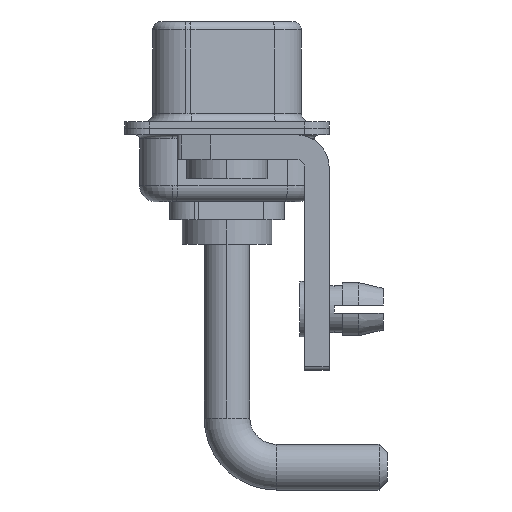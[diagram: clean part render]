
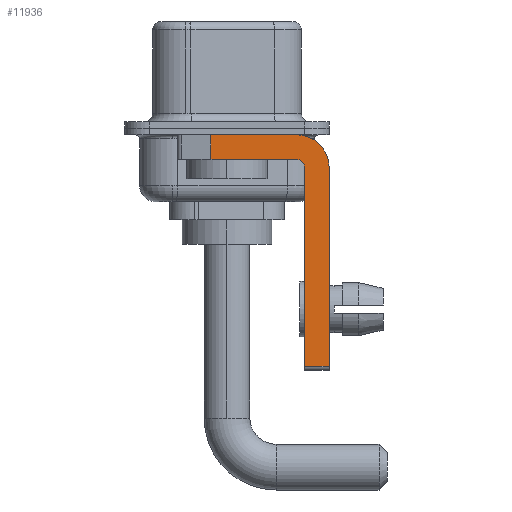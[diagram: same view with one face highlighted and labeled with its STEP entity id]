
A CAD part, left-side view. The second image highlights one B-rep face of the part: STEP entity #11936.
In plain terms, the highlighted planar face has unit normal (-1, 0, 0).
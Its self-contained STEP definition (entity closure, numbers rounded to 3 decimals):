
#968 = VERTEX_POINT ( 'NONE', #11331 ) ;
#1078 = CARTESIAN_POINT ( 'NONE',  ( -2.9, -6.25, -2.4 ) ) ;
#1086 = VECTOR ( 'NONE', #4283, 1000. ) ;
#1285 = EDGE_CURVE ( 'NONE', #16408, #3796, #8376, .T. ) ;
#1357 = LINE ( 'NONE', #1078, #1086 ) ;
#2437 = CARTESIAN_POINT ( 'NONE',  ( -2.9, 3., -0.4 ) ) ;
#2768 = ORIENTED_EDGE ( 'NONE', *, *, #1285, .F. ) ;
#3300 = DIRECTION ( 'NONE',  ( -1., 0., 0. ) ) ;
#3796 = VERTEX_POINT ( 'NONE', #13322 ) ;
#4283 = DIRECTION ( 'NONE',  ( 0., 0., -1. ) ) ;
#4297 = ORIENTED_EDGE ( 'NONE', *, *, #8816, .T. ) ;
#4452 = DIRECTION ( 'NONE',  ( 0., 0., -1. ) ) ;
#4862 = DIRECTION ( 'NONE',  ( 0., 0., -1. ) ) ;
#4909 = VECTOR ( 'NONE', #16658, 1000. ) ;
#4953 = CARTESIAN_POINT ( 'NONE',  ( -2.9, -4.25, -2.4 ) ) ;
#5753 = CARTESIAN_POINT ( 'NONE',  ( -2.9, -4.75, -2.4 ) ) ;
#6153 = LINE ( 'NONE', #11997, #7006 ) ;
#6266 = CARTESIAN_POINT ( 'NONE',  ( -2.9, -6.25, -2.4 ) ) ;
#6267 = DIRECTION ( 'NONE',  ( 0., 0., 1. ) ) ;
#6357 = CARTESIAN_POINT ( 'NONE',  ( -2.9, -4.75, -14.8 ) ) ;
#6611 = VERTEX_POINT ( 'NONE', #6266 ) ;
#6647 = LINE ( 'NONE', #10888, #4909 ) ;
#6651 = CARTESIAN_POINT ( 'NONE',  ( -2.9, 0.978, -1.9 ) ) ;
#6775 = EDGE_CURVE ( 'NONE', #968, #17776, #6647, .T. ) ;
#7006 = VECTOR ( 'NONE', #16273, 1000. ) ;
#7213 = VERTEX_POINT ( 'NONE', #15859 ) ;
#7263 = VERTEX_POINT ( 'NONE', #5753 ) ;
#7309 = EDGE_CURVE ( 'NONE', #12825, #7263, #10519, .T. ) ;
#7398 = VECTOR ( 'NONE', #12617, 1000. ) ;
#7815 = DIRECTION ( 'NONE',  ( 0., 0., 1. ) ) ;
#8376 = LINE ( 'NONE', #2437, #7398 ) ;
#8568 = AXIS2_PLACEMENT_3D ( 'NONE', #4953, #10707, #4862 ) ;
#8816 = EDGE_CURVE ( 'NONE', #16408, #17776, #18360, .T. ) ;
#8848 = AXIS2_PLACEMENT_3D ( 'NONE', #16230, #3300, #7815 ) ;
#9016 = FACE_OUTER_BOUND ( 'NONE', #15904, .T. ) ;
#10105 = ORIENTED_EDGE ( 'NONE', *, *, #7309, .F. ) ;
#10393 = EDGE_CURVE ( 'NONE', #12825, #7213, #6153, .T. ) ;
#10519 = LINE ( 'NONE', #6357, #16710 ) ;
#10583 = ORIENTED_EDGE ( 'NONE', *, *, #6775, .F. ) ;
#10707 = DIRECTION ( 'NONE',  ( 1., 0., 0. ) ) ;
#10770 = EDGE_CURVE ( 'NONE', #3796, #6611, #12141, .T. ) ;
#10888 = CARTESIAN_POINT ( 'NONE',  ( -2.9, -4.25, -1.9 ) ) ;
#10983 = DIRECTION ( 'NONE',  ( 0., 0., -1. ) ) ;
#11331 = CARTESIAN_POINT ( 'NONE',  ( -2.9, -4.25, -1.9 ) ) ;
#11438 = EDGE_CURVE ( 'NONE', #7263, #968, #17005, .T. ) ;
#11528 = ORIENTED_EDGE ( 'NONE', *, *, #10770, .F. ) ;
#11936 = ADVANCED_FACE ( 'NONE', ( #9016 ), #13447, .F. ) ;
#11997 = CARTESIAN_POINT ( 'NONE',  ( -2.9, -4.25, -14.55 ) ) ;
#12003 = CARTESIAN_POINT ( 'NONE',  ( -2.9, -4.75, -14.55 ) ) ;
#12141 = CIRCLE ( 'NONE', #14556, 2. ) ;
#12432 = ORIENTED_EDGE ( 'NONE', *, *, #11438, .F. ) ;
#12617 = DIRECTION ( 'NONE',  ( 0., -1., 0. ) ) ;
#12749 = CARTESIAN_POINT ( 'NONE',  ( -2.9, -4.25, -2.4 ) ) ;
#12768 = CARTESIAN_POINT ( 'NONE',  ( -2.9, 0.978, -0.4 ) ) ;
#12825 = VERTEX_POINT ( 'NONE', #12003 ) ;
#12859 = VECTOR ( 'NONE', #10983, 1000. ) ;
#13322 = CARTESIAN_POINT ( 'NONE',  ( -2.9, -4.25, -0.4 ) ) ;
#13447 = PLANE ( 'NONE',  #8568 ) ;
#13891 = ORIENTED_EDGE ( 'NONE', *, *, #15087, .F. ) ;
#14221 = CARTESIAN_POINT ( 'NONE',  ( -2.9, 0.978, -1.9 ) ) ;
#14556 = AXIS2_PLACEMENT_3D ( 'NONE', #12749, #15783, #4452 ) ;
#15087 = EDGE_CURVE ( 'NONE', #6611, #7213, #1357, .T. ) ;
#15783 = DIRECTION ( 'NONE',  ( 1., 0., 0. ) ) ;
#15859 = CARTESIAN_POINT ( 'NONE',  ( -2.9, -6.25, -14.55 ) ) ;
#15904 = EDGE_LOOP ( 'NONE', ( #2768, #4297, #10583, #12432, #10105, #16889, #13891, #11528 ) ) ;
#16230 = CARTESIAN_POINT ( 'NONE',  ( -2.9, -4.25, -2.4 ) ) ;
#16273 = DIRECTION ( 'NONE',  ( 0., -1., 0. ) ) ;
#16408 = VERTEX_POINT ( 'NONE', #12768 ) ;
#16658 = DIRECTION ( 'NONE',  ( 0., 1., 0. ) ) ;
#16710 = VECTOR ( 'NONE', #6267, 1000. ) ;
#16889 = ORIENTED_EDGE ( 'NONE', *, *, #10393, .T. ) ;
#17005 = CIRCLE ( 'NONE', #8848, 0.5 ) ;
#17776 = VERTEX_POINT ( 'NONE', #14221 ) ;
#18360 = LINE ( 'NONE', #6651, #12859 ) ;
